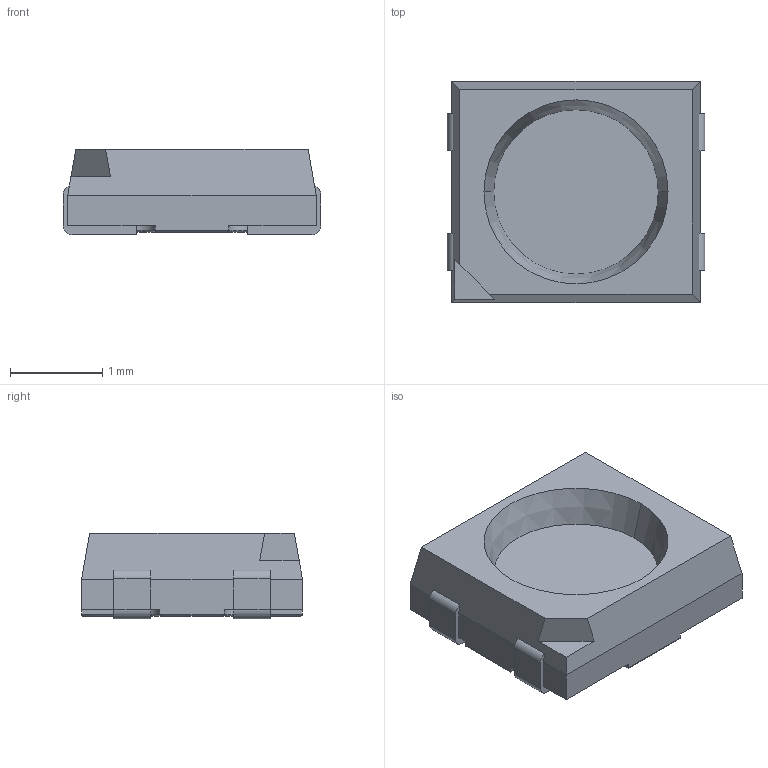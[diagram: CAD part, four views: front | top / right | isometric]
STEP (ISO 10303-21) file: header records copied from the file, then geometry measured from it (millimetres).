
FILE_DESCRIPTION (( 'STEP AP214' ), '1' );
FILE_NAME ('SK6805-2427.STEP', '2024-02-15T16:56:23', ( '' ), ( '' ), 'SwSTEP 2.0', 'SolidWorks 2023', '' );
FILE_SCHEMA (( 'AUTOMOTIVE_DESIGN' ));
Length unit declared in the file: millimetre
Products named in the file (1): SK6805-2427
Bounding box: 2.8 x 2.4 x 0.93 mm (x, y, z)
Volume: 4.4 mm3; surface area: 24 mm2
Topology: 1 solids, 1 shells, 79 faces, 208 edges, 132 vertices
Faces by surface type: plane 49, cylinder 24, torus 4, cone 2
Entity records: 2425 total; most frequent: CARTESIAN_POINT 444, ORIENTED_EDGE 416, DIRECTION 400, EDGE_CURVE 208, VECTOR 160, LINE 160, VERTEX_POINT 132, AXIS2_PLACEMENT_3D 120
